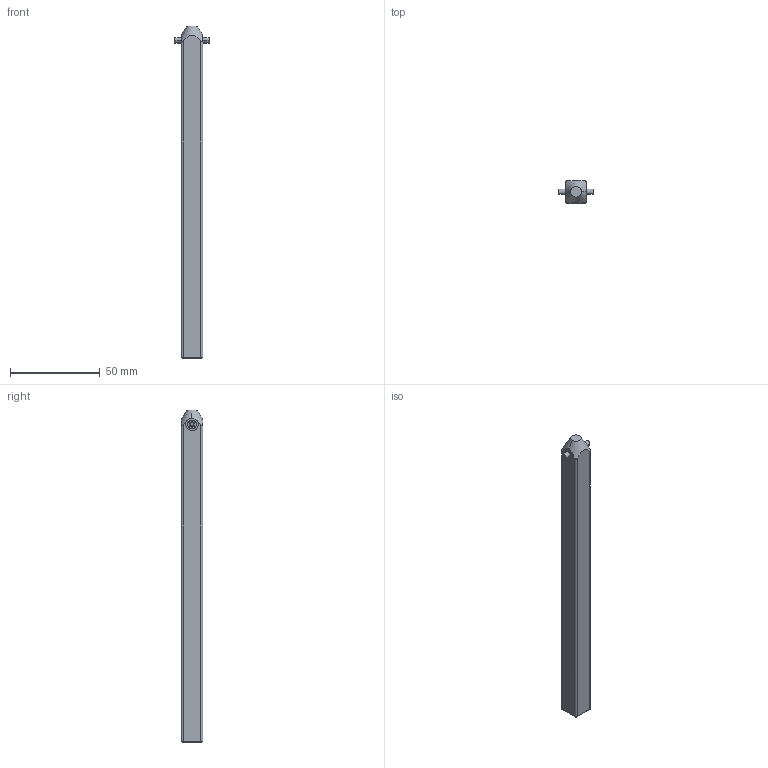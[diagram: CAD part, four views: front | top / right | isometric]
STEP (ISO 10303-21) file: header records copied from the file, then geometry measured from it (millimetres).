
FILE_DESCRIPTION((''),'2;1');
FILE_NAME('FGHJK_SW0001','2023-10-12T09:02:54',('FIANLEH10'),(''),'CREO PARAMETRIC BY PTC INC, 2020184','CREO PARAMETRIC BY PTC INC, 2020184','');
FILE_SCHEMA(('AUTOMOTIVE_DESIGN { 1 0 10303 214 1 1 1 1 }'));
Length unit declared in the file: millimetre
Products named in the file (1): FGHJK_SW0001
Bounding box: 20 x 12 x 185 mm (x, y, z)
Volume: 26081 mm3; surface area: 8729.6 mm2
Topology: 1 solids, 1 shells, 42 faces, 98 edges, 62 vertices
Faces by surface type: plane 16, cylinder 16, cone 10
Entity records: 2090 total; most frequent: CARTESIAN_POINT 484, DIRECTION 230, COLOUR_RGB 224, ORIENTED_EDGE 196, EDGE_CURVE 98, AXIS2_PLACEMENT_3D 92, VERTEX_POINT 62, PROPERTY_DEFINITION 56
